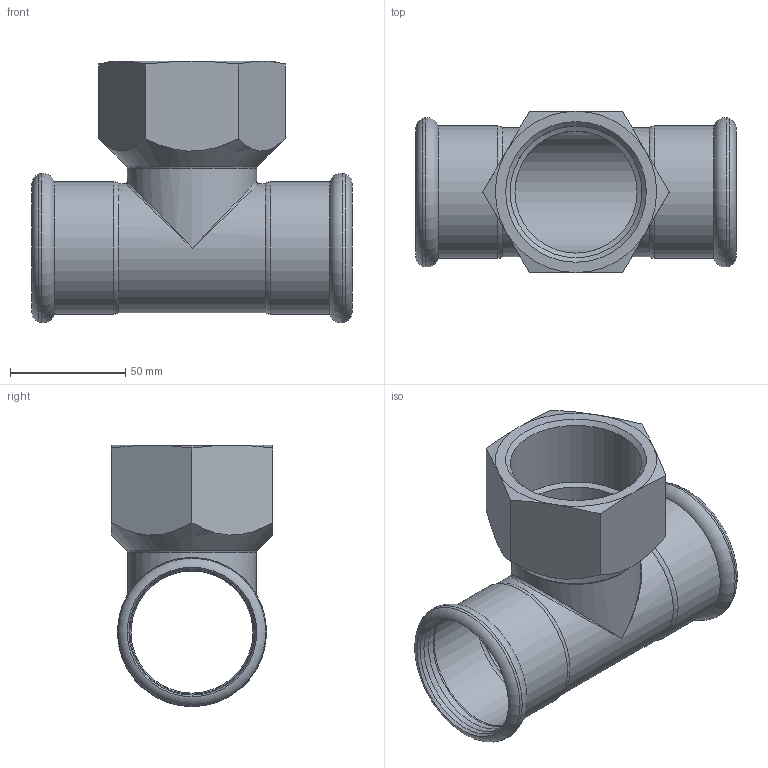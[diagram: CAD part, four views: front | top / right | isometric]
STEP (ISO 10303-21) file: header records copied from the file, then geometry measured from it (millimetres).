
FILE_DESCRIPTION(/* description */ ('TEE CON DERIVAZIONE FILETTATA FEMMINA 2"x54'),/* implementation_level */ '2;1');
FILE_NAME(/* name */ '189200054_Inoxpres.stp',/* time_stamp */ '2022-10-12T08:17:07+02:00',/* author */ ('Vault'),/* organization */ ('Raccorderie metalliche s.p.a. '),/* preprocessor_version */ 'ST-DEVELOPER v18.1',/* originating_system */ 'Autodesk Inventor 2020',/* authorisation */ 'Raccorderie metalliche s.p.a. ');
FILE_SCHEMA (('AUTOMOTIVE_DESIGN { 1 0 10303 214 3 1 1 }'));
Length unit declared in the file: millimetre
Products named in the file (1): 189200054_Inoxpres
Bounding box: 139 x 70 x 113.38 mm (x, y, z)
Volume: 118921.4 mm3; surface area: 71536.8 mm2
Topology: 1 solids, 1 shells, 50 faces, 164 edges, 105 vertices
Faces by surface type: torus 15, cylinder 13, cone 11, plane 7, bspline 4
Full cylindrical faces by diameter (mm): 53 x2, 54.5 x2, 54.7 x4, 56 x2, 57.15 x1, 57.5 x2
Entity records: 2348 total; most frequent: CARTESIAN_POINT 876, DIRECTION 334, ORIENTED_EDGE 312, EDGE_CURVE 156, AXIS2_PLACEMENT_3D 154, VERTEX_POINT 105, CIRCLE 102, EDGE_LOOP 51
